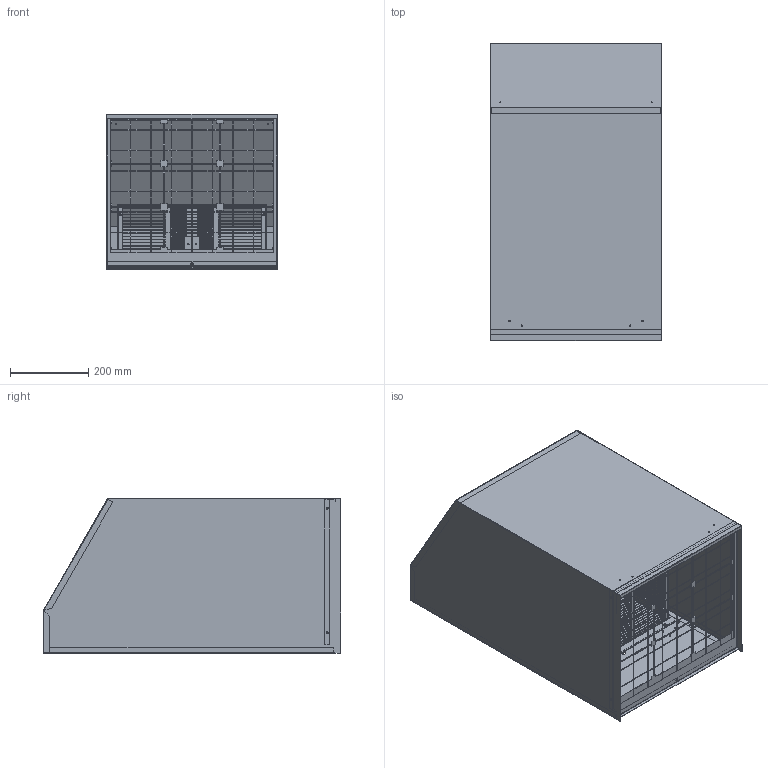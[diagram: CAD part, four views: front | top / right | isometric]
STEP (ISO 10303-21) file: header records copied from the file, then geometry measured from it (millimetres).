
FILE_DESCRIPTION (( 'STEP AP203' ), '1' );
FILE_NAME ('KNP315RFL .STEP', '2025-09-22T19:08:01', ( '' ), ( '' ), 'SwSTEP 2.0', 'SolidWorks 2024', '' );
FILE_SCHEMA (( 'CONFIG_CONTROL_DESIGN' ));
Length unit declared in the file: inch
Products named in the file (1): KNP315RFL 
Bounding box: 440.33 x 762 x 397.33 mm (x, y, z)
Volume: 1760002.2 mm3; surface area: 3710428.5 mm2
Topology: 5 solids, 5 shells, 3091 faces, 8834 edges, 5716 vertices
Faces by surface type: plane 2277, cylinder 810, bspline 4
Entity records: 102329 total; most frequent: CARTESIAN_POINT 17846, ORIENTED_EDGE 17668, DIRECTION 16732, EDGE_CURVE 8834, LINE 7088, VECTOR 7088, VERTEX_POINT 5716, AXIS2_PLACEMENT_3D 4822
